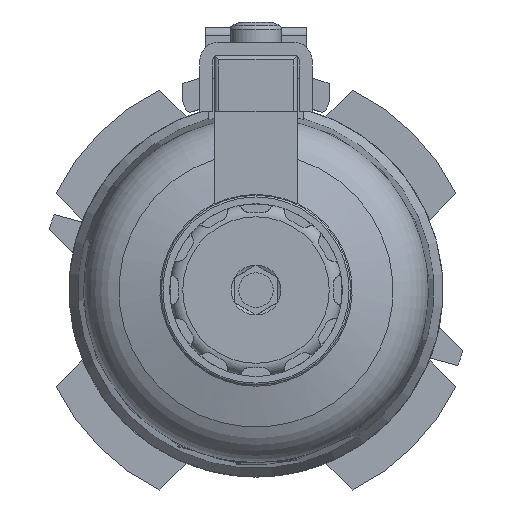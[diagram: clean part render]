
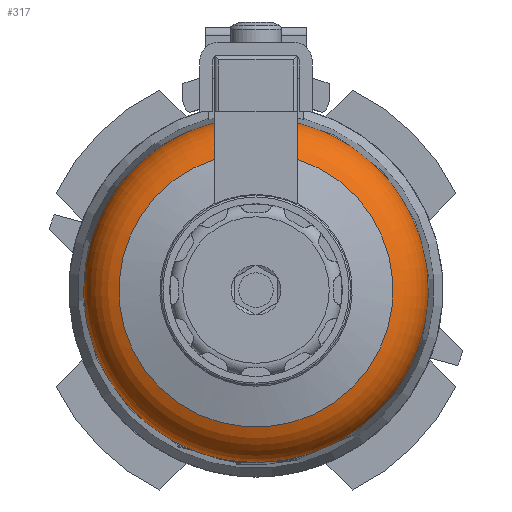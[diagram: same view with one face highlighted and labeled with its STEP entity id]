
A CAD part, front view. The second image highlights one B-rep face of the part: STEP entity #317.
In plain terms, the highlighted toroidal (fillet/blend) face has major radius 13.996 mm and minor radius 6 mm.
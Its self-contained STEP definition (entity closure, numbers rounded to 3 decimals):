
#317 = ADVANCED_FACE( '', ( #772 ), #773, .T. );
#772 = FACE_OUTER_BOUND( '', #1535, .T. );
#773 = TOROIDAL_SURFACE( '', #1536, 13.996, 6. );
#1535 = EDGE_LOOP( '', ( #2733, #2734, #2735, #2736 ) );
#1536 = AXIS2_PLACEMENT_3D( '', #2737, #2738, #2739 );
#2733 = ORIENTED_EDGE( '', *, *, #5058, .T. );
#2734 = ORIENTED_EDGE( '', *, *, #5041, .T. );
#2735 = ORIENTED_EDGE( '', *, *, #5204, .F. );
#2736 = ORIENTED_EDGE( '', *, *, #5054, .T. );
#2737 = CARTESIAN_POINT( '', ( 0., 18.355, 0. ) );
#2738 = DIRECTION( '', ( 0., -1., 0. ) );
#2739 = DIRECTION( '', ( 0., 0., -1. ) );
#5041 = EDGE_CURVE( '', #5942, #5943, #5944, .T. );
#5054 = EDGE_CURVE( '', #5968, #5966, #5969, .T. );
#5058 = EDGE_CURVE( '', #5966, #5942, #5974, .T. );
#5204 = EDGE_CURVE( '', #5968, #5943, #6218, .T. );
#5942 = VERTEX_POINT( '', #7455 );
#5943 = VERTEX_POINT( '', #7456 );
#5944 = B_SPLINE_CURVE_WITH_KNOTS( '', 3, ( #7457, #7458, #7459, #7460, #7461, #7462, #7463, #7464, #7465, #7466, #7467, #7468, #7469, #7470, #7471, #7472, #7473, #7474 ), .UNSPECIFIED., .F., .F., ( 4, 2, 2, 2, 2, 2, 2, 2, 4 ), ( 0.02, 0.021, 0.022, 0.023, 0.024, 0.025, 0.026, 0.027, 0.028 ), .UNSPECIFIED. );
#5966 = VERTEX_POINT( '', #7519 );
#5968 = VERTEX_POINT( '', #7530 );
#5969 = B_SPLINE_CURVE_WITH_KNOTS( '', 3, ( #7531, #7532, #7533, #7534, #7535, #7536, #7537, #7538, #7539, #7540, #7541, #7542, #7543, #7544, #7545, #7546 ), .UNSPECIFIED., .F., .F., ( 4, 2, 2, 2, 2, 2, 2, 4 ), ( 0.011, 0.012, 0.013, 0.014, 0.015, 0.017, 0.018, 0.019 ), .UNSPECIFIED. );
#5974 = CIRCLE( '', #7553, 19.996 );
#6218 = CIRCLE( '', #8025, 15.904 );
#7455 = CARTESIAN_POINT( '', ( 4.8, 18.31, 19.411 ) );
#7456 = CARTESIAN_POINT( '', ( 4.8, 12.667, 15.163 ) );
#7457 = CARTESIAN_POINT( '', ( 4.8, 18.31, 19.411 ) );
#7458 = CARTESIAN_POINT( '', ( 4.8, 17.996, 19.409 ) );
#7459 = CARTESIAN_POINT( '', ( 4.8, 17.678, 19.38 ) );
#7460 = CARTESIAN_POINT( '', ( 4.8, 17.058, 19.274 ) );
#7461 = CARTESIAN_POINT( '', ( 4.8, 16.755, 19.196 ) );
#7462 = CARTESIAN_POINT( '', ( 4.8, 16.161, 18.992 ) );
#7463 = CARTESIAN_POINT( '', ( 4.8, 15.868, 18.864 ) );
#7464 = CARTESIAN_POINT( '', ( 4.8, 15.313, 18.567 ) );
#7465 = CARTESIAN_POINT( '', ( 4.8, 15.05, 18.397 ) );
#7466 = CARTESIAN_POINT( '', ( 4.8, 14.551, 18.017 ) );
#7467 = CARTESIAN_POINT( '', ( 4.8, 14.313, 17.805 ) );
#7468 = CARTESIAN_POINT( '', ( 4.8, 13.877, 17.349 ) );
#7469 = CARTESIAN_POINT( '', ( 4.8, 13.679, 17.107 ) );
#7470 = CARTESIAN_POINT( '', ( 4.8, 13.32, 16.593 ) );
#7471 = CARTESIAN_POINT( '', ( 4.8, 13.159, 16.32 ) );
#7472 = CARTESIAN_POINT( '', ( 4.8, 12.879, 15.752 ) );
#7473 = CARTESIAN_POINT( '', ( 4.8, 12.762, 15.461 ) );
#7474 = CARTESIAN_POINT( '', ( 4.8, 12.667, 15.163 ) );
#7519 = CARTESIAN_POINT( '', ( -4.8, 18.31, 19.411 ) );
#7530 = CARTESIAN_POINT( '', ( -4.8, 12.667, 15.163 ) );
#7531 = CARTESIAN_POINT( '', ( -4.8, 12.667, 15.163 ) );
#7532 = CARTESIAN_POINT( '', ( -4.8, 12.762, 15.461 ) );
#7533 = CARTESIAN_POINT( '', ( -4.8, 12.879, 15.751 ) );
#7534 = CARTESIAN_POINT( '', ( -4.8, 13.156, 16.315 ) );
#7535 = CARTESIAN_POINT( '', ( -4.8, 13.318, 16.59 ) );
#7536 = CARTESIAN_POINT( '', ( -4.8, 13.679, 17.107 ) );
#7537 = CARTESIAN_POINT( '', ( -4.8, 13.878, 17.35 ) );
#7538 = CARTESIAN_POINT( '', ( -4.8, 14.311, 17.803 ) );
#7539 = CARTESIAN_POINT( '', ( -4.8, 14.546, 18.014 ) );
#7540 = CARTESIAN_POINT( '', ( -4.8, 15.304, 18.59 ) );
#7541 = CARTESIAN_POINT( '', ( -4.8, 15.856, 18.887 ) );
#7542 = CARTESIAN_POINT( '', ( -4.8, 16.756, 19.197 ) );
#7543 = CARTESIAN_POINT( '', ( -4.8, 17.063, 19.275 ) );
#7544 = CARTESIAN_POINT( '', ( -4.8, 17.681, 19.381 ) );
#7545 = CARTESIAN_POINT( '', ( -4.8, 17.994, 19.409 ) );
#7546 = CARTESIAN_POINT( '', ( -4.8, 18.31, 19.411 ) );
#7553 = AXIS2_PLACEMENT_3D( '', #10345, #10346, #10347 );
#8025 = AXIS2_PLACEMENT_3D( '', #10576, #10577, #10578 );
#10345 = CARTESIAN_POINT( '', ( 0., 18.31, 0. ) );
#10346 = DIRECTION( '', ( 0., -1., 0. ) );
#10347 = DIRECTION( '', ( 0., 0., -1. ) );
#10576 = CARTESIAN_POINT( '', ( 0., 12.667, 0. ) );
#10577 = DIRECTION( '', ( 0., -1., 0. ) );
#10578 = DIRECTION( '', ( 0., 0., -1. ) );
